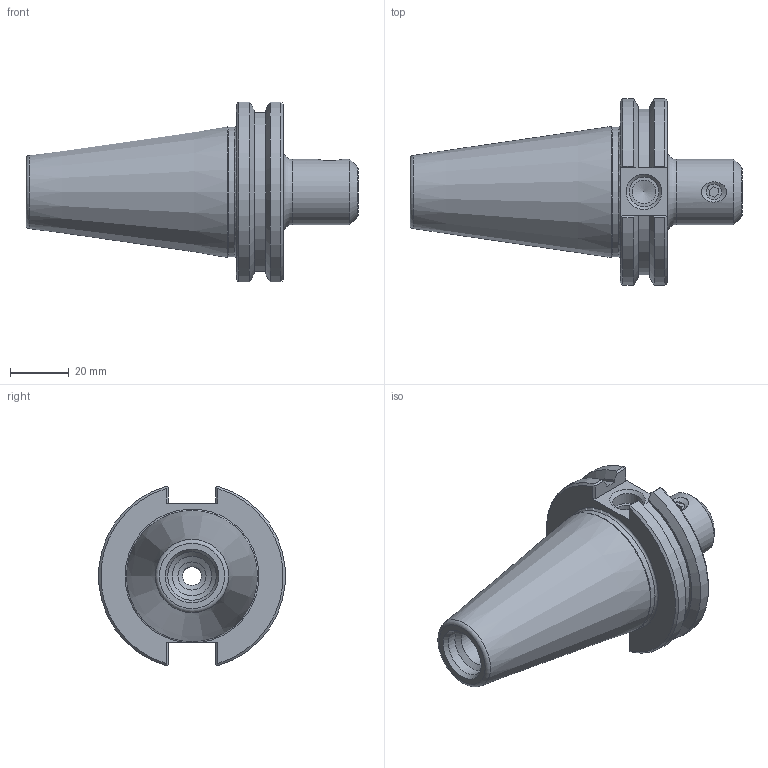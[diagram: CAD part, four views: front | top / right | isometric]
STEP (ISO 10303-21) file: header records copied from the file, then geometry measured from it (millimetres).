
FILE_DESCRIPTION((''),'2;1');
FILE_NAME('C40-25EM1.stp','2014-07-16T10:40:21',('kaykin'),(''),'Autodesk Inventor 2012','Autodesk Inventor 2012','');
FILE_SCHEMA(('AUTOMOTIVE_DESIGN { 1 0 10303 214 1 1 1 1 }'));
Length unit declared in the file: inch
Products named in the file (3): C40-25EM1; C40-25EM1-1; 029-018
Assembly tree (2 placements, depth 2):
  C40-25EM1
    C40-25EM1-1
    029-018
Bounding box: 112.71 x 63.26 x 61.05 mm (x, y, z)
Volume: 109715.7 mm3; surface area: 22656.3 mm2
Topology: 2 solids, 2 shells, 81 faces, 208 edges, 134 vertices
Faces by surface type: plane 40, cone 21, cylinder 16, torus 4
Full cylindrical faces by diameter (mm): 5.359 x1, 6.35 x2, 8 x1, 9.525 x1, 10.046 x1, 13.386 x1, 16.459 x1, 22.225 x1, 43.942 x1
Entity records: 2468 total; most frequent: CARTESIAN_POINT 541, DIRECTION 361, ORIENTED_EDGE 346, EDGE_CURVE 173, AXIS2_PLACEMENT_3D 137, VERTEX_POINT 126, EDGE_LOOP 115, VECTOR 87
